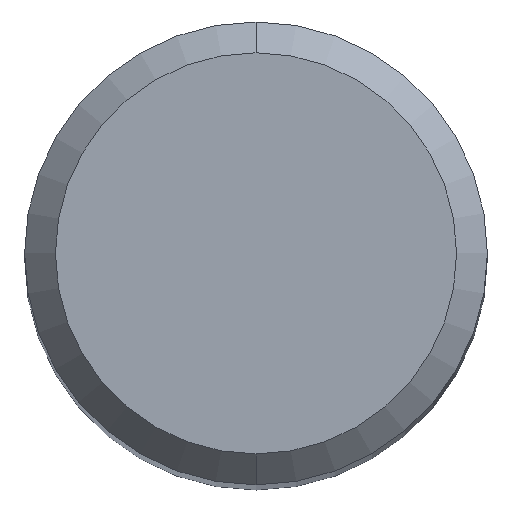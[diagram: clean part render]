
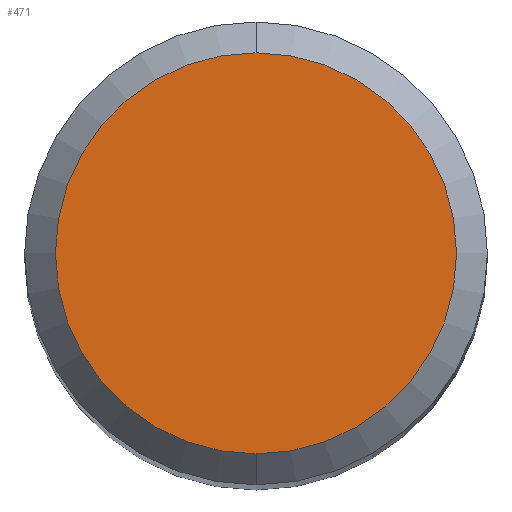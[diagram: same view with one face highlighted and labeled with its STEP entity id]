
A CAD part, top view. The second image highlights one B-rep face of the part: STEP entity #471.
In plain terms, the highlighted planar face has unit normal (0, 0, 1).
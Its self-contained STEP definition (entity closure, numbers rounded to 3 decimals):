
#235=EDGE_CURVE('',#285,#331,#553,.T.);
#285=VERTEX_POINT('',#605);
#331=VERTEX_POINT('',#658);
#471=ADVANCED_FACE('',(#818),#819,.T.);
#473=EDGE_CURVE('',#331,#285,#821,.T.);
#553=CIRCLE('',#972,2.6);
#605=CARTESIAN_POINT('',(0.0,2.6,0.0));
#658=CARTESIAN_POINT('',(0.,-2.6,0.0));
#818=FACE_OUTER_BOUND('',#1470,.T.);
#819=PLANE('',#1471);
#821=CIRCLE('',#1474,2.6);
#972=AXIS2_PLACEMENT_3D('',#1531,#1532,#1533);
#1470=EDGE_LOOP('',(#1839,#1840));
#1471=AXIS2_PLACEMENT_3D('',#1841,#1842,#1843);
#1474=AXIS2_PLACEMENT_3D('',#1844,#1845,#1846);
#1531=CARTESIAN_POINT('',(0.0,0.0,0.0));
#1532=DIRECTION('',(0.0,0.0,-1.0));
#1533=DIRECTION('',(0.0,1.0,0.0));
#1839=ORIENTED_EDGE('',*,*,#235,.F.);
#1840=ORIENTED_EDGE('',*,*,#473,.F.);
#1841=CARTESIAN_POINT('',(0.0,1.3,0.0));
#1842=DIRECTION('',(-0.0,0.0,1.0));
#1843=DIRECTION('',(0.0,-1.0,0.0));
#1844=CARTESIAN_POINT('',(0.0,0.0,0.0));
#1845=DIRECTION('',(0.0,0.0,-1.0));
#1846=DIRECTION('',(0.0,1.0,0.0));
